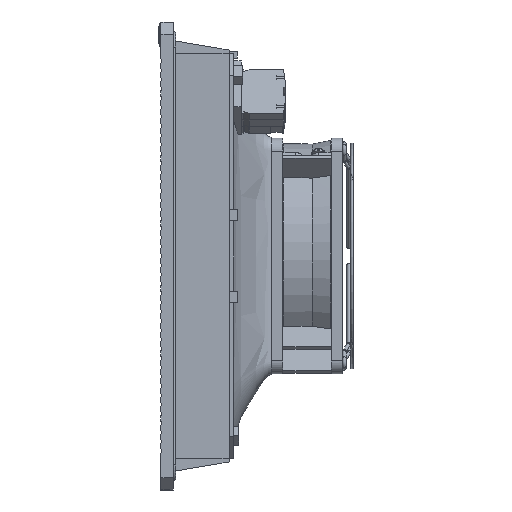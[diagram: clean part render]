
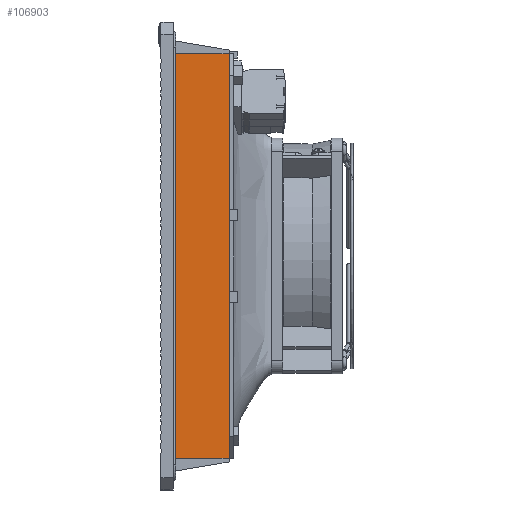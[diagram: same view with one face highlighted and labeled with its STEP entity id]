
A CAD part, left-side view. The second image highlights one B-rep face of the part: STEP entity #106903.
In plain terms, the highlighted planar face has unit normal (-1, 0, 0).
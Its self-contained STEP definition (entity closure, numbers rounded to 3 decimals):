
#3188 = DIRECTION ( 'NONE',  ( -1., 0., 0. ) ) ;
#8345 = CARTESIAN_POINT ( 'NONE',  ( -110.5, 0., -109. ) ) ;
#9044 = CARTESIAN_POINT ( 'NONE',  ( -110.5, 54.369, 109. ) ) ;
#10272 = EDGE_CURVE ( 'NONE', #96824, #48072, #126830, .T. ) ;
#11397 = ORIENTED_EDGE ( 'NONE', *, *, #32126, .F. ) ;
#11507 = VECTOR ( 'NONE', #18514, 1000. ) ;
#18514 = DIRECTION ( 'NONE',  ( 0., -1., 0. ) ) ;
#20354 = DIRECTION ( 'NONE',  ( 0., -1., 0. ) ) ;
#20612 = LINE ( 'NONE', #39195, #94826 ) ;
#21848 = EDGE_CURVE ( 'NONE', #96824, #126500, #117872, .T. ) ;
#32126 = EDGE_CURVE ( 'NONE', #65801, #48072, #20612, .T. ) ;
#33867 = CARTESIAN_POINT ( 'NONE',  ( -110.5, 385.139, 110.5 ) ) ;
#39195 = CARTESIAN_POINT ( 'NONE',  ( -110.5, 0., 110.5 ) ) ;
#48072 = VERTEX_POINT ( 'NONE', #8345 ) ;
#50146 = ORIENTED_EDGE ( 'NONE', *, *, #62304, .F. ) ;
#52633 = AXIS2_PLACEMENT_3D ( 'NONE', #33867, #3188, #67754 ) ;
#55042 = EDGE_LOOP ( 'NONE', ( #68780, #11397, #50146, #120496 ) ) ;
#58041 = CARTESIAN_POINT ( 'NONE',  ( -110.5, 30.5, 110.5 ) ) ;
#62304 = EDGE_CURVE ( 'NONE', #126500, #65801, #79044, .T. ) ;
#65801 = VERTEX_POINT ( 'NONE', #98004 ) ;
#67754 = DIRECTION ( 'NONE',  ( 0., 0., 1. ) ) ;
#68780 = ORIENTED_EDGE ( 'NONE', *, *, #10272, .T. ) ;
#71283 = DIRECTION ( 'NONE',  ( 0., 0., -1. ) ) ;
#75488 = CARTESIAN_POINT ( 'NONE',  ( -110.5, 30.5, -109. ) ) ;
#78949 = VECTOR ( 'NONE', #133521, 1000. ) ;
#79044 = LINE ( 'NONE', #9044, #11507 ) ;
#84988 = CARTESIAN_POINT ( 'NONE',  ( -110.5, 54.369, -109. ) ) ;
#89006 = PLANE ( 'NONE',  #52633 ) ;
#94826 = VECTOR ( 'NONE', #71283, 1000. ) ;
#96824 = VERTEX_POINT ( 'NONE', #75488 ) ;
#98004 = CARTESIAN_POINT ( 'NONE',  ( -110.5, 0., 109. ) ) ;
#106903 = ADVANCED_FACE ( 'NONE', ( #107634 ), #89006, .T. ) ;
#107634 = FACE_OUTER_BOUND ( 'NONE', #55042, .T. ) ;
#117872 = LINE ( 'NONE', #58041, #78949 ) ;
#120496 = ORIENTED_EDGE ( 'NONE', *, *, #21848, .F. ) ;
#126500 = VERTEX_POINT ( 'NONE', #129468 ) ;
#126830 = LINE ( 'NONE', #84988, #133531 ) ;
#129468 = CARTESIAN_POINT ( 'NONE',  ( -110.5, 30.5, 109. ) ) ;
#133521 = DIRECTION ( 'NONE',  ( 0., 0., 1. ) ) ;
#133531 = VECTOR ( 'NONE', #20354, 1000. ) ;
